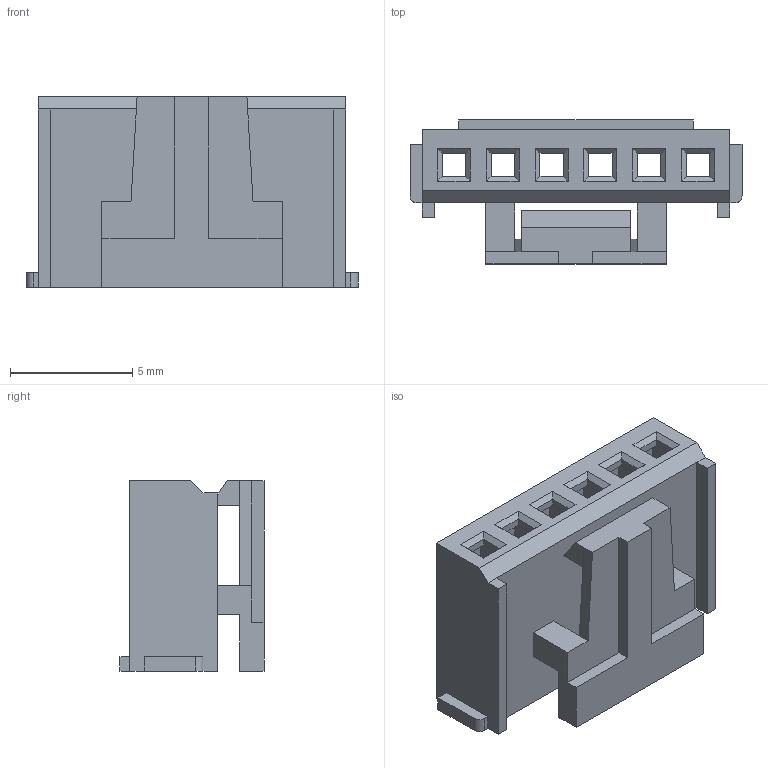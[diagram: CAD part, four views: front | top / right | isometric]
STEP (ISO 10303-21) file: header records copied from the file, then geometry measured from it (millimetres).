
FILE_DESCRIPTION((''),'2;1');
FILE_NAME('FHG20005-6P','2018-10-29T',('gongcheng6'),(''),'PRO/ENGINEER BY PARAMETRIC TECHNOLOGY CORPORATION, 2010280','PRO/ENGINEER BY PARAMETRIC TECHNOLOGY CORPORATION, 2010280','');
FILE_SCHEMA(('CONFIG_CONTROL_DESIGN'));
Length unit declared in the file: millimetre
Products named in the file (1): FHG20005-6P
Bounding box: 13.6 x 5.9 x 7.8 mm (x, y, z)
Volume: 188.8 mm3; surface area: 805.5 mm2
Topology: 1 solids, 1 shells, 203 faces, 582 edges, 378 vertices
Faces by surface type: plane 201, cylinder 2
Entity records: 6550 total; most frequent: ORIENTED_EDGE 1164, CARTESIAN_POINT 1163, DIRECTION 992, EDGE_CURVE 582, VECTOR 578, LINE 578, VERTEX_POINT 378, EDGE_LOOP 226
